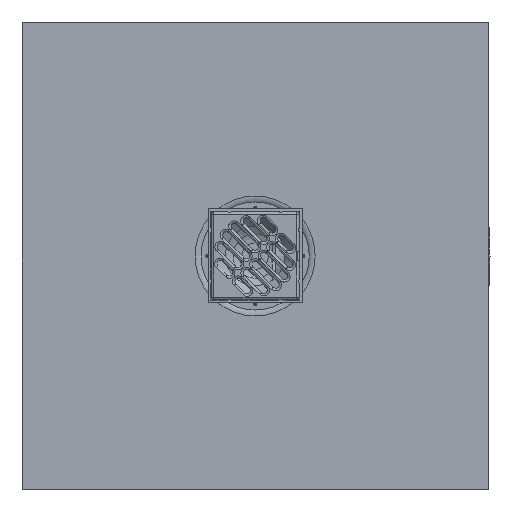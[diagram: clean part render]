
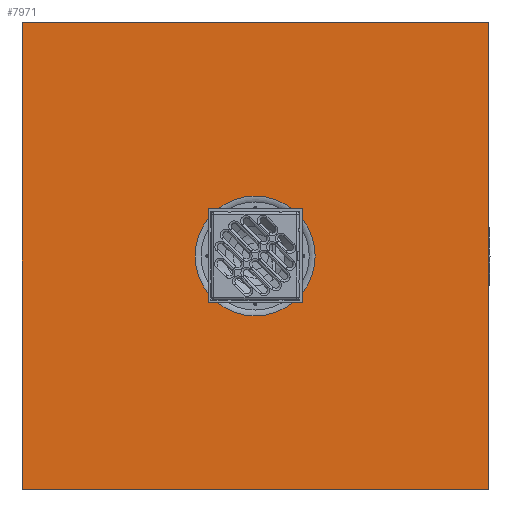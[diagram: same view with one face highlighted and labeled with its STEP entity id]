
A CAD part, top view. The second image highlights one B-rep face of the part: STEP entity #7971.
In plain terms, the highlighted planar face has unit normal (0, 0, 1).
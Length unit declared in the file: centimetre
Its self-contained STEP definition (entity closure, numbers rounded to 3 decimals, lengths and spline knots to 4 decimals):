
#157=FACE_BOUND('',#2310,.T.);
#241=PLANE('',#8658);
#639=LINE('',#13490,#1169);
#643=LINE('',#13497,#1173);
#646=LINE('',#13503,#1176);
#647=LINE('',#13505,#1177);
#1169=VECTOR('',#10099,1.);
#1173=VECTOR('',#10105,1.);
#1176=VECTOR('',#10110,1.);
#1177=VECTOR('',#10113,1.);
#1785=FACE_OUTER_BOUND('',#2309,.T.);
#2309=EDGE_LOOP('',(#5895,#5896,#5897,#5898));
#2310=EDGE_LOOP('',(#5899));
#2938=CIRCLE('',#8628,64.3137);
#3553=VERTEX_POINT('',#13441);
#3568=VERTEX_POINT('',#13487);
#3569=VERTEX_POINT('',#13489);
#3571=VERTEX_POINT('',#13495);
#3573=VERTEX_POINT('',#13501);
#4397=EDGE_CURVE('',#3553,#3553,#2938,.T.);
#4420=EDGE_CURVE('',#3568,#3569,#639,.T.);
#4424=EDGE_CURVE('',#3571,#3568,#643,.T.);
#4427=EDGE_CURVE('',#3573,#3571,#646,.T.);
#4428=EDGE_CURVE('',#3569,#3573,#647,.T.);
#5895=ORIENTED_EDGE('',*,*,#4420,.F.);
#5896=ORIENTED_EDGE('',*,*,#4424,.F.);
#5897=ORIENTED_EDGE('',*,*,#4427,.F.);
#5898=ORIENTED_EDGE('',*,*,#4428,.F.);
#5899=ORIENTED_EDGE('',*,*,#4397,.T.);
#7971=ADVANCED_FACE('',(#1785,#157),#241,.F.);
#8628=AXIS2_PLACEMENT_3D('',#13442,#10039,#10040);
#8658=AXIS2_PLACEMENT_3D('',#13504,#10111,#10112);
#10039=DIRECTION('center_axis',(0.,0.,-1.));
#10040=DIRECTION('ref_axis',(1.,0.,0.));
#10099=DIRECTION('',(0.,-1.,0.));
#10105=DIRECTION('',(1.,0.,0.));
#10110=DIRECTION('',(0.,1.,0.));
#10111=DIRECTION('center_axis',(0.,0.,-1.));
#10112=DIRECTION('ref_axis',(-1.,0.,0.));
#10113=DIRECTION('',(-1.,0.,0.));
#13441=CARTESIAN_POINT('',(1008.9395,184.3313,128.));
#13442=CARTESIAN_POINT('Origin',(1008.9395,248.645,128.));
#13487=CARTESIAN_POINT('',(1258.9395,498.645,128.));
#13489=CARTESIAN_POINT('',(1258.9395,-1.355,128.));
#13490=CARTESIAN_POINT('',(1258.9395,248.645,128.));
#13495=CARTESIAN_POINT('',(758.9395,498.645,128.));
#13497=CARTESIAN_POINT('',(1008.9395,498.645,128.));
#13501=CARTESIAN_POINT('',(758.9395,-1.355,128.));
#13503=CARTESIAN_POINT('',(758.9395,248.645,128.));
#13504=CARTESIAN_POINT('Origin',(1008.9395,248.645,128.));
#13505=CARTESIAN_POINT('',(1008.9395,-1.355,128.));
